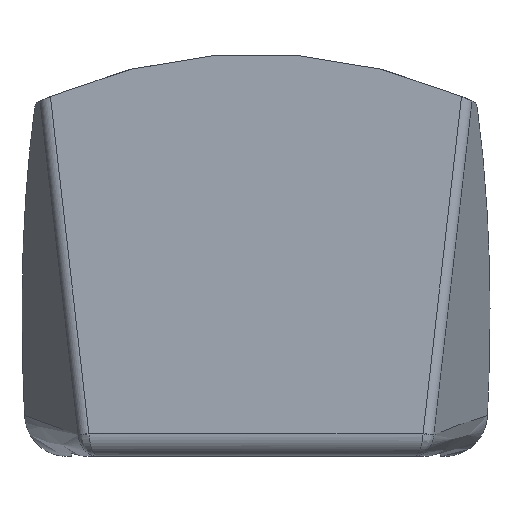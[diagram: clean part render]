
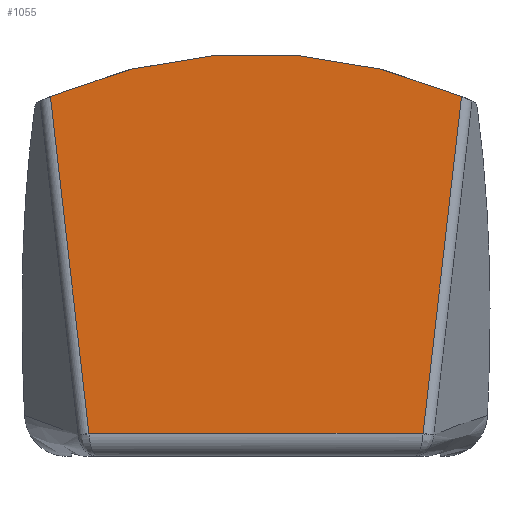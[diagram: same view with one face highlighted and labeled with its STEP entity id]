
A CAD part, front view. The second image highlights one B-rep face of the part: STEP entity #1055.
In plain terms, the highlighted planar face has unit normal (0, -1, 0).
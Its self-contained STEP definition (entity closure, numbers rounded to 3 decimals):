
#31=PLANE('',#1158);
#52=LINE('',#3220,#77);
#53=LINE('',#3322,#78);
#55=LINE('',#3327,#80);
#77=VECTOR('',#1325,10.);
#78=VECTOR('',#1338,10.);
#80=VECTOR('',#1346,10.);
#178=FACE_OUTER_BOUND('',#246,.T.);
#246=EDGE_LOOP('',(#948,#949,#950,#951));
#365=CIRCLE('',#1137,224.898);
#455=VERTEX_POINT('',#2843);
#456=VERTEX_POINT('',#2854);
#462=VERTEX_POINT('',#3215);
#463=VERTEX_POINT('',#3242);
#601=EDGE_CURVE('',#455,#456,#365,.T.);
#618=EDGE_CURVE('',#456,#462,#52,.T.);
#624=EDGE_CURVE('',#462,#463,#53,.T.);
#626=EDGE_CURVE('',#463,#455,#55,.T.);
#948=ORIENTED_EDGE('',*,*,#618,.F.);
#949=ORIENTED_EDGE('',*,*,#601,.F.);
#950=ORIENTED_EDGE('',*,*,#626,.F.);
#951=ORIENTED_EDGE('',*,*,#624,.F.);
#1055=ADVANCED_FACE('',(#178),#31,.F.);
#1137=AXIS2_PLACEMENT_3D('',#2855,#1301,#1302);
#1158=AXIS2_PLACEMENT_3D('',#3330,#1350,#1351);
#1301=DIRECTION('center_axis',(0.,1.,0.));
#1302=DIRECTION('ref_axis',(-0.412,0.,0.911));
#1325=DIRECTION('',(-0.114,0.,-0.994));
#1338=DIRECTION('',(-1.,0.,0.));
#1346=DIRECTION('',(-0.114,0.,0.994));
#1350=DIRECTION('center_axis',(0.,1.,0.));
#1351=DIRECTION('ref_axis',(0.,0.,1.));
#2843=CARTESIAN_POINT('',(-89.36,0.,156.485));
#2854=CARTESIAN_POINT('',(89.36,0.,156.485));
#2855=CARTESIAN_POINT('Origin',(0.,0.,-49.898));
#3215=CARTESIAN_POINT('',(72.619,0.,10.));
#3220=CARTESIAN_POINT('',(84.831,0.,116.853));
#3242=CARTESIAN_POINT('',(-72.619,0.,10.));
#3322=CARTESIAN_POINT('',(37.5,0.,10.));
#3327=CARTESIAN_POINT('',(-75.974,0.,39.353));
#3330=CARTESIAN_POINT('Origin',(0.,0.,87.5));
